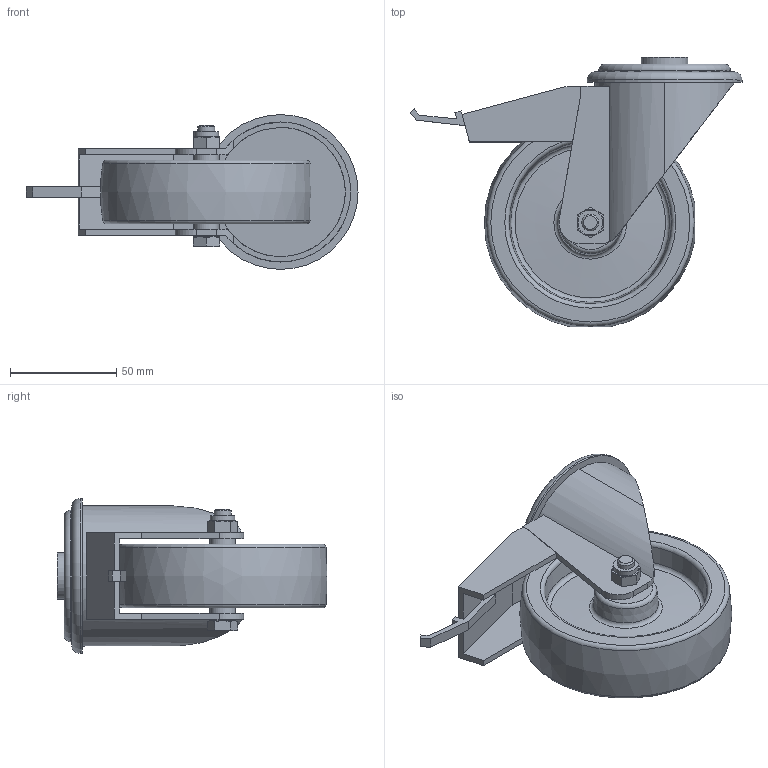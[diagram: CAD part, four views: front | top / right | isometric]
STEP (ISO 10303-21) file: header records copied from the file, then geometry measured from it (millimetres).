
FILE_DESCRIPTION(/* description */ ('RUOTA D.100 GIREV. S/P C/F C/BULBO'),/* implementation_level */ '2;1');
FILE_NAME(/* name */ 'CRUST0000203.stp',/* time_stamp */ '2025-02-12T15:09:54+01:00',/* author */ ('tecnico5'),/* organization */ ('CADENAS'),/* preprocessor_version */ 'ST-DEVELOPER v20',/* originating_system */ 'Autodesk Inventor 2022',/* authorisation */ ' ');
FILE_SCHEMA (('AUTOMOTIVE_DESIGN { 1 0 10303 214 3 1 1 }'));
Length unit declared in the file: millimetre
Products named in the file (4): CRUST0000203; 440000025930; 440000025929; 440000025928
Assembly tree (3 placements, depth 2):
  CRUST0000203
    440000025930
    440000025929
    440000025928
Bounding box: 156.5 x 127.17 x 73 mm (x, y, z)
Volume: 216244.2 mm3; surface area: 70543.9 mm2
Topology: 3 solids, 3 shells, 129 faces, 296 edges, 185 vertices
Faces by surface type: plane 65, cone 31, cylinder 20, torus 12, bspline 1
Full cylindrical faces by diameter (mm): 8 x3, 9 x2, 11.63 x2, 12 x3, 22 x1, 61 x1, 62.05 x1, 73 x1
Entity records: 3834 total; most frequent: CARTESIAN_POINT 763, DIRECTION 625, ORIENTED_EDGE 592, EDGE_CURVE 296, AXIS2_PLACEMENT_3D 246, VERTEX_POINT 185, EDGE_LOOP 149, LINE 133
